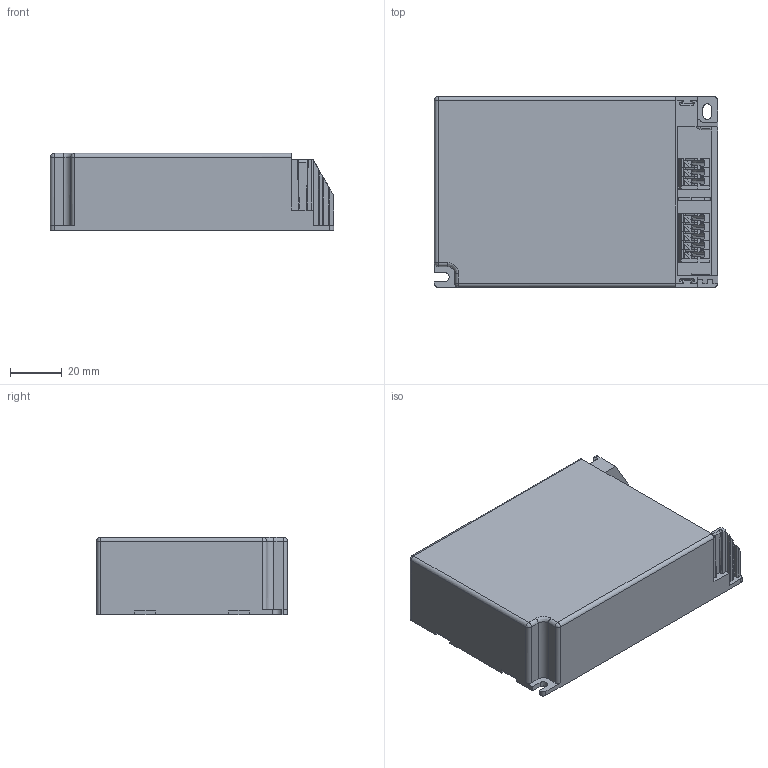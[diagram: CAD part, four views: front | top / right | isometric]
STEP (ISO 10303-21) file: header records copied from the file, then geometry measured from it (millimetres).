
FILE_DESCRIPTION(/* description */ (''),/* implementation_level */ '2;1');
FILE_NAME(/* name */ 'FLS-44~2',/* time_stamp */ '2023-07-05T17:46:34+08:00',/* author */ (''),/* organization */ (''),/* preprocessor_version */ 'ST-DEVELOPER v16.5',/* originating_system */ '',/* authorisation */ '');
FILE_SCHEMA (('AUTOMOTIVE_DESIGN'));
Length unit declared in the file: millimetre
Products named in the file (1): Document
Bounding box: 110 x 74 x 30 mm (x, y, z)
Volume: 37844.1 mm3; surface area: 53867.5 mm2
Topology: 4 solids, 4 shells, 568 faces, 1485 edges, 947 vertices
Faces by surface type: plane 458, bspline 110
Entity records: 17531 total; most frequent: CARTESIAN_POINT 7651, ORIENTED_EDGE 2970, EDGE_CURVE 1485, B_SPLINE_CURVE_WITH_KNOTS 1314, VERTEX_POINT 947, EDGE_LOOP 592, ADVANCED_FACE 568, FACE_OUTER_BOUND 568
